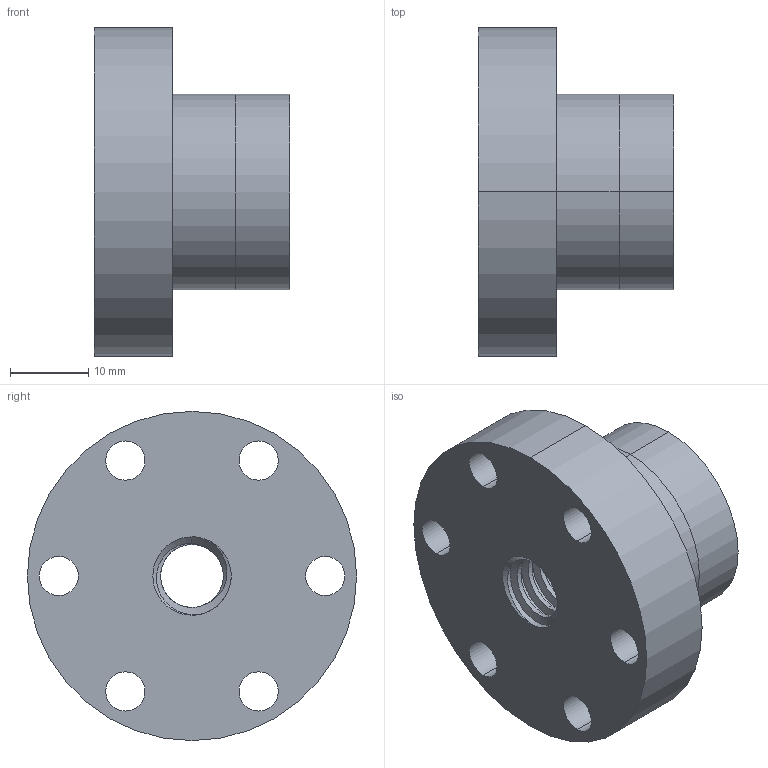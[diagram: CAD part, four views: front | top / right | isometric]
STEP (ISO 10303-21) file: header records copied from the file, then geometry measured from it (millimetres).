
FILE_DESCRIPTION (( 'STEP AP214' ), '1' );
FILE_NAME ('NTRBZK10X2P.STEP', '2018-07-26T17:37:18', ( 'User' ), ( '' ), 'SwSTEP 2.0', 'SolidWorks 2017', '' );
FILE_SCHEMA (( 'AUTOMOTIVE_DESIGN' ));
Length unit declared in the file: millimetre
Products named in the file (1): NTRBZK10X2P
Bounding box: 25 x 42 x 42 mm (x, y, z)
Volume: 18400.6 mm3; surface area: 7067 mm2
Topology: 1 solids, 1 shells, 55 faces, 149 edges, 98 vertices
Faces by surface type: cylinder 42, cone 6, plane 4, bspline 3
Entity records: 4926 total; most frequent: CARTESIAN_POINT 3608, ORIENTED_EDGE 298, DIRECTION 243, EDGE_CURVE 149, AXIS2_PLACEMENT_3D 99, VERTEX_POINT 98, EDGE_LOOP 71, ADVANCED_FACE 55
